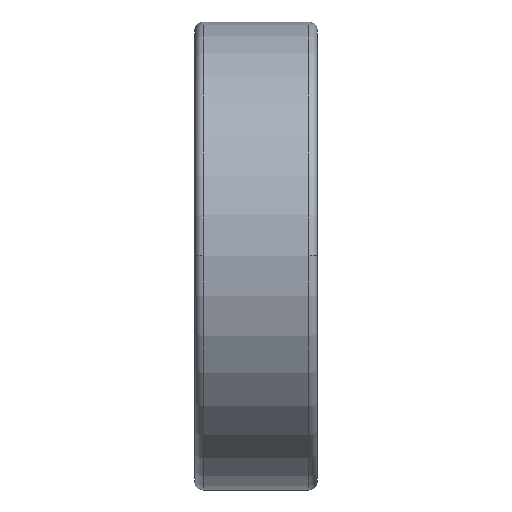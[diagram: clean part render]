
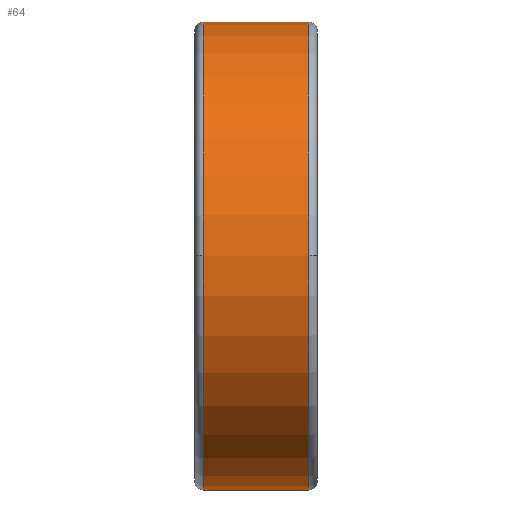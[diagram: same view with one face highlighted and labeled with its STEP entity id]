
A CAD part, top view. The second image highlights one B-rep face of the part: STEP entity #64.
In plain terms, the highlighted cylindrical face has radius 40 mm (diameter 80 mm), a partial arc.
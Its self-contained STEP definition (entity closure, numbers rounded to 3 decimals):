
#64=ADVANCED_FACE('',(#225),#226,.T.);
#225=FACE_OUTER_BOUND('',#571,.T.);
#226=CYLINDRICAL_SURFACE('',#572,40.0);
#571=EDGE_LOOP('',(#931,#932,#933,#934,#935,#936));
#572=AXIS2_PLACEMENT_3D('',#937,#938,#939);
#931=ORIENTED_EDGE('',*,*,#2271,.F.);
#932=ORIENTED_EDGE('',*,*,#2272,.T.);
#933=ORIENTED_EDGE('',*,*,#2273,.T.);
#934=ORIENTED_EDGE('',*,*,#2274,.F.);
#935=ORIENTED_EDGE('',*,*,#2275,.F.);
#936=ORIENTED_EDGE('',*,*,#2267,.F.);
#937=CARTESIAN_POINT('',(10.5,0.0,0.0));
#938=DIRECTION('',(1.0,0.0,0.0));
#939=DIRECTION('',(0.0,1.0,0.0));
#2267=EDGE_CURVE('',#2710,#2712,#2713,.T.);
#2271=EDGE_CURVE('',#2719,#2710,#2720,.T.);
#2272=EDGE_CURVE('',#2719,#2721,#2722,.T.);
#2273=EDGE_CURVE('',#2721,#2723,#2724,.T.);
#2274=EDGE_CURVE('',#2725,#2723,#2726,.T.);
#2275=EDGE_CURVE('',#2712,#2725,#2727,.T.);
#2710=VERTEX_POINT('',#3454);
#2712=VERTEX_POINT('',#3456);
#2713=CIRCLE('',#3457,40.0);
#2719=VERTEX_POINT('',#3463);
#2720=LINE('',#3464,#3465);
#2721=VERTEX_POINT('',#3466);
#2722=CIRCLE('',#3467,40.0);
#2723=VERTEX_POINT('',#3468);
#2724=CIRCLE('',#3469,40.0);
#2725=VERTEX_POINT('',#3470);
#2726=LINE('',#3471,#3472);
#2727=CIRCLE('',#3473,40.0);
#3454=CARTESIAN_POINT('',(19.5,40.0,0.0));
#3456=CARTESIAN_POINT('',(19.5,0.,40.0));
#3457=AXIS2_PLACEMENT_3D('',#5231,#5232,#5233);
#3463=CARTESIAN_POINT('',(1.5,40.0,0.0));
#3464=CARTESIAN_POINT('',(10.5,40.0,0.));
#3465=VECTOR('',#5243,1.0);
#3466=CARTESIAN_POINT('',(1.5,0.,40.0));
#3467=AXIS2_PLACEMENT_3D('',#5244,#5245,#5246);
#3468=CARTESIAN_POINT('',(1.5,-40.0,0.));
#3469=AXIS2_PLACEMENT_3D('',#5247,#5248,#5249);
#3470=CARTESIAN_POINT('',(19.5,-40.0,0.));
#3471=CARTESIAN_POINT('',(10.5,-40.0,0.));
#3472=VECTOR('',#5250,1.0);
#3473=AXIS2_PLACEMENT_3D('',#5251,#5252,#5253);
#5231=CARTESIAN_POINT('',(19.5,0.0,0.0));
#5232=DIRECTION('',(1.0,0.0,0.0));
#5233=DIRECTION('',(0.0,1.0,0.0));
#5243=DIRECTION('',(1.0,0.0,0.0));
#5244=CARTESIAN_POINT('',(1.5,0.0,0.0));
#5245=DIRECTION('',(1.0,0.0,0.0));
#5246=DIRECTION('',(0.0,1.0,0.0));
#5247=CARTESIAN_POINT('',(1.5,0.0,0.0));
#5248=DIRECTION('',(1.0,0.0,0.0));
#5249=DIRECTION('',(0.0,1.0,0.0));
#5250=DIRECTION('',(-1.0,-0.0,-0.0));
#5251=CARTESIAN_POINT('',(19.5,0.0,0.0));
#5252=DIRECTION('',(1.0,0.0,0.0));
#5253=DIRECTION('',(0.0,1.0,0.0));
